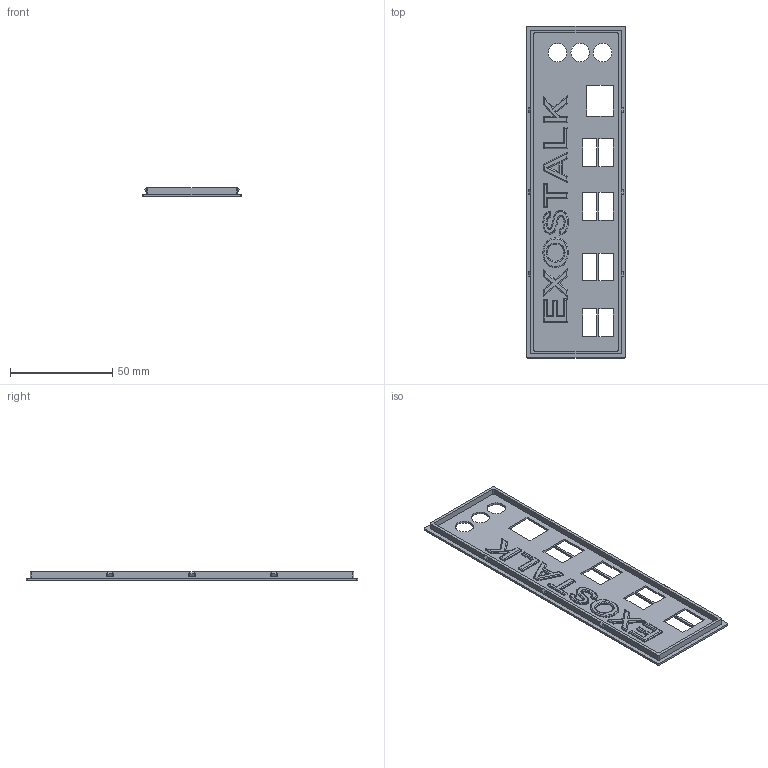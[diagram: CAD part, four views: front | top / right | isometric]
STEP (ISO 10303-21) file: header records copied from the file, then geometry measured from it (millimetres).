
FILE_DESCRIPTION(('STEP AP242'), '1');
FILE_NAME('item_back_panel_of_the_system_unit', '', ('UNSPECIFIED'), ('UNSPECIFIED'), 'C3D Converter', 'C3D Toolkit', '');
FILE_SCHEMA(('AP242_MANAGED_MODEL_BASED_3D_ENGINEERING_MIM_LF { 1 0 10303 442 1 1 4 }'));
Length unit declared in the file: millimetre
Bounding box: 48 x 162 x 4 mm (x, y, z)
Volume: 8892 mm3; surface area: 16948.8 mm2
Topology: 1 solids, 1 shells, 337 faces, 848 edges, 525 vertices
Faces by surface type: plane 155, cylinder 90, extrusion 46, bspline 46
Full cylindrical faces by diameter (mm): 9 x3
Entity records: 22459 total; most frequent: CARTESIAN_POINT 14987, ORIENTED_EDGE 1690, DIRECTION 1228, EDGE_CURVE 845, VECTOR 578, LINE 532, VERTEX_POINT 525, EDGE_LOOP 376
